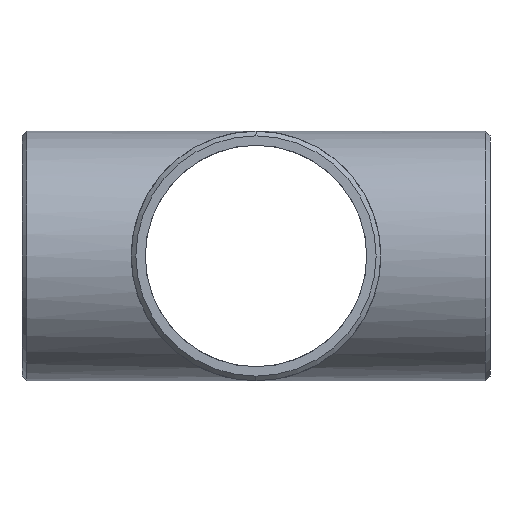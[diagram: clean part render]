
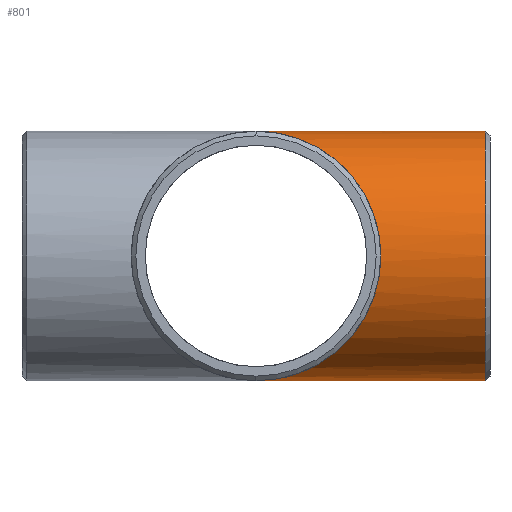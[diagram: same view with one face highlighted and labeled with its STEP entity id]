
A CAD part, left-side view. The second image highlights one B-rep face of the part: STEP entity #801.
In plain terms, the highlighted cylindrical face has radius 50.8 mm (diameter 101.6 mm), a partial arc.
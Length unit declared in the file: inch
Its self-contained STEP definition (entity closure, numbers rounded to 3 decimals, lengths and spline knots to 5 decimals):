
#10 = DIRECTION ( 'NONE',  ( 0., 1., 0. ) ) ;
#16 = LINE ( 'NONE', #561, #664 ) ;
#36 = ORIENTED_EDGE ( 'NONE', *, *, #524, .F. ) ;
#38 = EDGE_CURVE ( 'NONE', #740, #202, #41, .T. ) ;
#41 = CIRCLE ( 'NONE', #678, 2. ) ;
#43 = LINE ( 'NONE', #474, #389 ) ;
#44 = AXIS2_PLACEMENT_3D ( 'NONE', #70, #663, #133 ) ;
#70 = CARTESIAN_POINT ( 'NONE',  ( 0., -3.75, 0. ) ) ;
#75 = FACE_OUTER_BOUND ( 'NONE', #592, .T. ) ;
#133 = DIRECTION ( 'NONE',  ( 0., 0., -1. ) ) ;
#137 = DIRECTION ( 'NONE',  ( 0., 1., 0. ) ) ;
#143 = CARTESIAN_POINT ( 'NONE',  ( 0., 0., -2. ) ) ;
#168 = CARTESIAN_POINT ( 'NONE',  ( 0., -3.67467, -2. ) ) ;
#202 = VERTEX_POINT ( 'NONE', #460 ) ;
#257 = EDGE_CURVE ( 'NONE', #202, #371, #43, .T. ) ;
#299 = CYLINDRICAL_SURFACE ( 'NONE', #44, 2. ) ;
#308 = CARTESIAN_POINT ( 'NONE',  ( 0., 0., -2. ) ) ;
#311 = VERTEX_POINT ( 'NONE', #308 ) ;
#325 = CARTESIAN_POINT ( 'NONE',  ( 0., -3.67467, 0. ) ) ;
#335 = CARTESIAN_POINT ( 'NONE',  ( 0., 0., 2. ) ) ;
#337 = ORIENTED_EDGE ( 'NONE', *, *, #502, .F. ) ;
#371 = VERTEX_POINT ( 'NONE', #746 ) ;
#389 = VECTOR ( 'NONE', #727, 39.37008 ) ;
#460 = CARTESIAN_POINT ( 'NONE',  ( 0., -3.67467, 2. ) ) ;
#474 = CARTESIAN_POINT ( 'NONE',  ( 0., -3.75, 2. ) ) ;
#502 = EDGE_CURVE ( 'NONE', #311, #371, #594, .T. ) ;
#503 = ORIENTED_EDGE ( 'NONE', *, *, #257, .T. ) ;
#514 = DIRECTION ( 'NONE',  ( 0., 0., -1. ) ) ;
#524 = EDGE_CURVE ( 'NONE', #740, #311, #16, .T. ) ;
#561 = CARTESIAN_POINT ( 'NONE',  ( 0., -3.75, -2. ) ) ;
#571 = CARTESIAN_POINT ( 'NONE',  ( -4., -4., -2. ) ) ;
#592 = EDGE_LOOP ( 'NONE', ( #789, #503, #337, #36 ) ) ;
#594 =( BOUNDED_CURVE ( )  B_SPLINE_CURVE ( 3, ( #143, #571, #749, #335 ),
 .UNSPECIFIED., .F., .T. ) 
 B_SPLINE_CURVE_WITH_KNOTS ( ( 4, 4 ),
 ( 4.71239, 7.85398 ),
 .UNSPECIFIED. ) 
 CURVE ( )  GEOMETRIC_REPRESENTATION_ITEM ( )  RATIONAL_B_SPLINE_CURVE ( ( 1., 0.333, 0.333, 1. ) ) 
 REPRESENTATION_ITEM ( '' )  );
#663 = DIRECTION ( 'NONE',  ( 0., 1., 0. ) ) ;
#664 = VECTOR ( 'NONE', #10, 39.37008 ) ;
#678 = AXIS2_PLACEMENT_3D ( 'NONE', #325, #137, #514 ) ;
#727 = DIRECTION ( 'NONE',  ( 0., 1., 0. ) ) ;
#740 = VERTEX_POINT ( 'NONE', #168 ) ;
#746 = CARTESIAN_POINT ( 'NONE',  ( 0., 0., 2. ) ) ;
#749 = CARTESIAN_POINT ( 'NONE',  ( -4., -4., 2. ) ) ;
#789 = ORIENTED_EDGE ( 'NONE', *, *, #38, .T. ) ;
#801 = ADVANCED_FACE ( 'NONE', ( #75 ), #299, .T. ) ;
